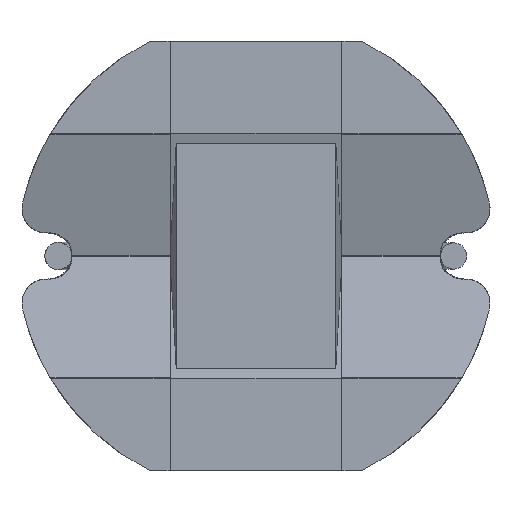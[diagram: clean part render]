
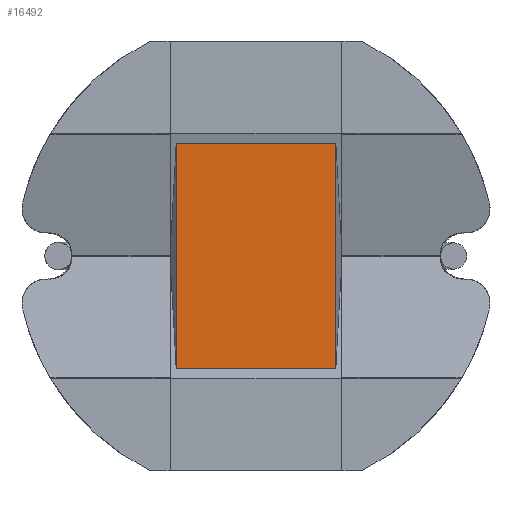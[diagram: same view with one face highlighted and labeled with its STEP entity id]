
A CAD part, left-side view. The second image highlights one B-rep face of the part: STEP entity #16492.
In plain terms, the highlighted planar face has unit normal (-1, 0, 0).
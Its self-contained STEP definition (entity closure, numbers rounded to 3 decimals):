
#9500 = EDGE_CURVE('',#9501,#9503,#9505,.T.);
#9501 = VERTEX_POINT('',#9502);
#9502 = CARTESIAN_POINT('',(0.05,-1.3,1.667));
#9503 = VERTEX_POINT('',#9504);
#9504 = CARTESIAN_POINT('',(0.05,-1.3,5.333));
#9505 = SURFACE_CURVE('',#9506,(#9510,#9522),.PCURVE_S1.);
#9506 = LINE('',#9507,#9508);
#9507 = CARTESIAN_POINT('',(0.05,-1.3,1.5));
#9508 = VECTOR('',#9509,1.);
#9509 = DIRECTION('',(0.,0.,1.));
#9510 = PCURVE('',#9511,#9516);
#9511 = PLANE('',#9512);
#9512 = AXIS2_PLACEMENT_3D('',#9513,#9514,#9515);
#9513 = CARTESIAN_POINT('',(0.6,-1.4,1.3));
#9514 = DIRECTION('',(0.179,0.984,0.));
#9515 = DIRECTION('',(-0.984,0.179,0.));
#9516 = DEFINITIONAL_REPRESENTATION('',(#9517),#9521);
#9517 = LINE('',#9518,#9519);
#9518 = CARTESIAN_POINT('',(0.559,0.2));
#9519 = VECTOR('',#9520,1.);
#9520 = DIRECTION('',(0.,1.));
#9521 = ( GEOMETRIC_REPRESENTATION_CONTEXT(2) 
PARAMETRIC_REPRESENTATION_CONTEXT() REPRESENTATION_CONTEXT('2D SPACE',''
  ) );
#9522 = PCURVE('',#9523,#9528);
#9523 = PLANE('',#9524);
#9524 = AXIS2_PLACEMENT_3D('',#9525,#9526,#9527);
#9525 = CARTESIAN_POINT('',(0.05,1.3,1.5));
#9526 = DIRECTION('',(1.,0.,0.));
#9527 = DIRECTION('',(0.,1.,0.));
#9528 = DEFINITIONAL_REPRESENTATION('',(#9529),#9533);
#9529 = LINE('',#9530,#9531);
#9530 = CARTESIAN_POINT('',(-2.6,0.));
#9531 = VECTOR('',#9532,1.);
#9532 = DIRECTION('',(0.,1.));
#9533 = ( GEOMETRIC_REPRESENTATION_CONTEXT(2) 
PARAMETRIC_REPRESENTATION_CONTEXT() REPRESENTATION_CONTEXT('2D SPACE',''
  ) );
#9551 = PLANE('',#9552);
#9552 = AXIS2_PLACEMENT_3D('',#9553,#9554,#9555);
#9553 = CARTESIAN_POINT('',(0.,3.85,1.5));
#9554 = DIRECTION('',(0.958,0.,
    -0.287));
#9555 = DIRECTION('',(-0.287,0.,
    -0.958));
#9577 = PLANE('',#9578);
#9578 = AXIS2_PLACEMENT_3D('',#9579,#9580,#9581);
#9579 = CARTESIAN_POINT('',(0.6,3.85,3.5));
#9580 = DIRECTION('',(0.958,0.,0.287
    ));
#9581 = DIRECTION('',(0.287,0.,-0.958
    ));
#12016 = EDGE_CURVE('',#12017,#9501,#12019,.T.);
#12017 = VERTEX_POINT('',#12018);
#12018 = CARTESIAN_POINT('',(0.05,1.3,1.667));
#12019 = SURFACE_CURVE('',#12020,(#12024,#12031),.PCURVE_S1.);
#12020 = LINE('',#12021,#12022);
#12021 = CARTESIAN_POINT('',(0.05,3.85,1.667));
#12022 = VECTOR('',#12023,1.);
#12023 = DIRECTION('',(0.,-1.,0.));
#12024 = PCURVE('',#9551,#12025);
#12025 = DEFINITIONAL_REPRESENTATION('',(#12026),#12030);
#12026 = LINE('',#12027,#12028);
#12027 = CARTESIAN_POINT('',(-0.174,0.));
#12028 = VECTOR('',#12029,1.);
#12029 = DIRECTION('',(0.,-1.));
#12030 = ( GEOMETRIC_REPRESENTATION_CONTEXT(2) 
PARAMETRIC_REPRESENTATION_CONTEXT() REPRESENTATION_CONTEXT('2D SPACE',''
  ) );
#12031 = PCURVE('',#9523,#12032);
#12032 = DEFINITIONAL_REPRESENTATION('',(#12033),#12037);
#12033 = LINE('',#12034,#12035);
#12034 = CARTESIAN_POINT('',(2.55,0.167));
#12035 = VECTOR('',#12036,1.);
#12036 = DIRECTION('',(-1.,0.));
#12037 = ( GEOMETRIC_REPRESENTATION_CONTEXT(2) 
PARAMETRIC_REPRESENTATION_CONTEXT() REPRESENTATION_CONTEXT('2D SPACE',''
  ) );
#12055 = PLANE('',#12056);
#12056 = AXIS2_PLACEMENT_3D('',#12057,#12058,#12059);
#12057 = CARTESIAN_POINT('',(0.6,1.4,1.3));
#12058 = DIRECTION('',(-0.179,0.984,0.)
  );
#12059 = DIRECTION('',(-0.984,-0.179,0.)
  );
#16492 = ADVANCED_FACE('',(#16493),#9523,.F.);
#16493 = FACE_BOUND('',#16494,.T.);
#16494 = EDGE_LOOP('',(#16495,#16496,#16497,#16520));
#16495 = ORIENTED_EDGE('',*,*,#12016,.T.);
#16496 = ORIENTED_EDGE('',*,*,#9500,.T.);
#16497 = ORIENTED_EDGE('',*,*,#16498,.T.);
#16498 = EDGE_CURVE('',#9503,#16499,#16501,.T.);
#16499 = VERTEX_POINT('',#16500);
#16500 = CARTESIAN_POINT('',(0.05,1.3,5.333));
#16501 = SURFACE_CURVE('',#16502,(#16506,#16513),.PCURVE_S1.);
#16502 = LINE('',#16503,#16504);
#16503 = CARTESIAN_POINT('',(0.05,3.85,5.333));
#16504 = VECTOR('',#16505,1.);
#16505 = DIRECTION('',(0.,1.,0.));
#16506 = PCURVE('',#9523,#16507);
#16507 = DEFINITIONAL_REPRESENTATION('',(#16508),#16512);
#16508 = LINE('',#16509,#16510);
#16509 = CARTESIAN_POINT('',(2.55,3.833));
#16510 = VECTOR('',#16511,1.);
#16511 = DIRECTION('',(1.,0.));
#16512 = ( GEOMETRIC_REPRESENTATION_CONTEXT(2) 
PARAMETRIC_REPRESENTATION_CONTEXT() REPRESENTATION_CONTEXT('2D SPACE',''
  ) );
#16513 = PCURVE('',#9577,#16514);
#16514 = DEFINITIONAL_REPRESENTATION('',(#16515),#16519);
#16515 = LINE('',#16516,#16517);
#16516 = CARTESIAN_POINT('',(-1.914,0.));
#16517 = VECTOR('',#16518,1.);
#16518 = DIRECTION('',(0.,1.));
#16519 = ( GEOMETRIC_REPRESENTATION_CONTEXT(2) 
PARAMETRIC_REPRESENTATION_CONTEXT() REPRESENTATION_CONTEXT('2D SPACE',''
  ) );
#16520 = ORIENTED_EDGE('',*,*,#16521,.F.);
#16521 = EDGE_CURVE('',#12017,#16499,#16522,.T.);
#16522 = SURFACE_CURVE('',#16523,(#16527,#16534),.PCURVE_S1.);
#16523 = LINE('',#16524,#16525);
#16524 = CARTESIAN_POINT('',(0.05,1.3,1.5));
#16525 = VECTOR('',#16526,1.);
#16526 = DIRECTION('',(0.,0.,1.));
#16527 = PCURVE('',#9523,#16528);
#16528 = DEFINITIONAL_REPRESENTATION('',(#16529),#16533);
#16529 = LINE('',#16530,#16531);
#16530 = CARTESIAN_POINT('',(0.,0.));
#16531 = VECTOR('',#16532,1.);
#16532 = DIRECTION('',(0.,1.));
#16533 = ( GEOMETRIC_REPRESENTATION_CONTEXT(2) 
PARAMETRIC_REPRESENTATION_CONTEXT() REPRESENTATION_CONTEXT('2D SPACE',''
  ) );
#16534 = PCURVE('',#12055,#16535);
#16535 = DEFINITIONAL_REPRESENTATION('',(#16536),#16540);
#16536 = LINE('',#16537,#16538);
#16537 = CARTESIAN_POINT('',(0.559,0.2));
#16538 = VECTOR('',#16539,1.);
#16539 = DIRECTION('',(0.,1.));
#16540 = ( GEOMETRIC_REPRESENTATION_CONTEXT(2) 
PARAMETRIC_REPRESENTATION_CONTEXT() REPRESENTATION_CONTEXT('2D SPACE',''
  ) );
